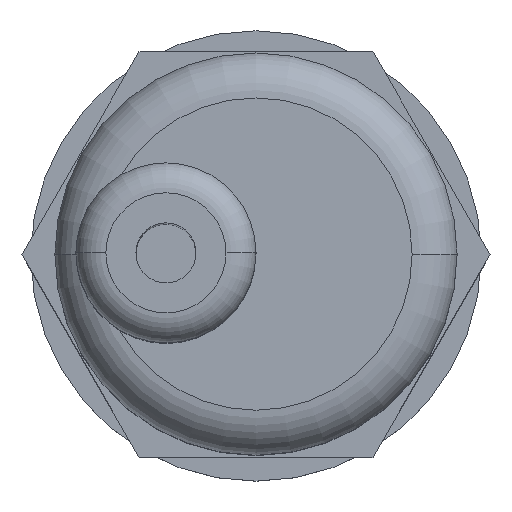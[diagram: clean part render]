
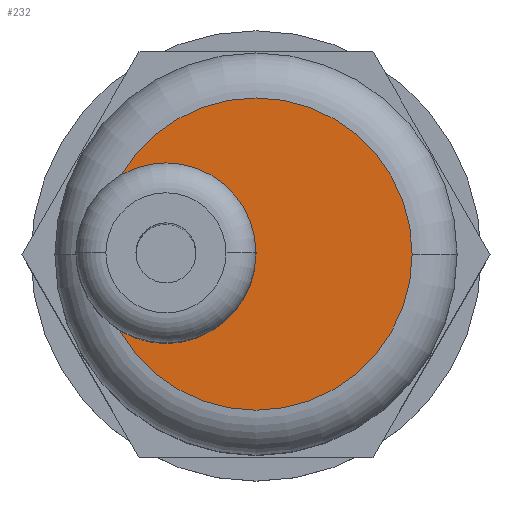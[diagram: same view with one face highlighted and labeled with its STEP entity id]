
A CAD part, top view. The second image highlights one B-rep face of the part: STEP entity #232.
In plain terms, the highlighted planar face has unit normal (0, 0, 1).
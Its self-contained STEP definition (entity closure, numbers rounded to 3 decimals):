
#92 = VERTEX_POINT ( 'NONE', #754 ) ;
#94 = EDGE_CURVE ( 'NONE', #95, #92, #753, .T. ) ;
#95 = VERTEX_POINT ( 'NONE', #811 ) ;
#110 = VERTEX_POINT ( 'NONE', #784 ) ;
#112 = EDGE_CURVE ( 'NONE', #110, #113, #783, .T. ) ;
#113 = VERTEX_POINT ( 'NONE', #841 ) ;
#176 = EDGE_LOOP ( 'NONE', ( #233, #234 ) ) ;
#232 = ADVANCED_FACE ( 'NONE', ( #1048, #1047 ), #1046, .T. ) ;
#233 = ORIENTED_EDGE ( 'NONE', *, *, #94, .T. ) ;
#234 = ORIENTED_EDGE ( 'NONE', *, *, #235, .T. ) ;
#235 = EDGE_CURVE ( 'NONE', #92, #95, #1041, .T. ) ;
#236 = EDGE_LOOP ( 'NONE', ( #237, #239 ) ) ;
#237 = ORIENTED_EDGE ( 'NONE', *, *, #238, .F. ) ;
#238 = EDGE_CURVE ( 'NONE', #113, #110, #1036, .T. ) ;
#239 = ORIENTED_EDGE ( 'NONE', *, *, #112, .F. ) ;
#750 = DIRECTION ( 'NONE',  ( 0., 0., 1. ) ) ;
#751 = CARTESIAN_POINT ( 'NONE',  ( 0., 0., 300. ) ) ;
#752 = AXIS2_PLACEMENT_3D ( 'NONE', #751, #750, #812 ) ;
#753 = CIRCLE ( 'NONE', #752, 10.4 ) ;
#754 = CARTESIAN_POINT ( 'NONE',  ( -10.4, 0., 300. ) ) ;
#783 = CIRCLE ( 'NONE', #845, 3. ) ;
#784 = CARTESIAN_POINT ( 'NONE',  ( -3., 0., 300. ) ) ;
#811 = CARTESIAN_POINT ( 'NONE',  ( 10.4, 0., 300. ) ) ;
#812 = DIRECTION ( 'NONE',  ( 1., 0., 0. ) ) ;
#841 = CARTESIAN_POINT ( 'NONE',  ( -9., 0., 300. ) ) ;
#842 = DIRECTION ( 'NONE',  ( 1., 0., 0. ) ) ;
#843 = DIRECTION ( 'NONE',  ( 0., 0., 1. ) ) ;
#844 = CARTESIAN_POINT ( 'NONE',  ( -6., 0., 300. ) ) ;
#845 = AXIS2_PLACEMENT_3D ( 'NONE', #844, #843, #842 ) ;
#1033 = DIRECTION ( 'NONE',  ( 0., 0., 1. ) ) ;
#1034 = CARTESIAN_POINT ( 'NONE',  ( -6., 0., 300. ) ) ;
#1035 = AXIS2_PLACEMENT_3D ( 'NONE', #1034, #1033, #1101 ) ;
#1036 = CIRCLE ( 'NONE', #1035, 3. ) ;
#1037 = DIRECTION ( 'NONE',  ( 1., 0., 0. ) ) ;
#1038 = DIRECTION ( 'NONE',  ( 0., 0., 1. ) ) ;
#1039 = CARTESIAN_POINT ( 'NONE',  ( 0., 0., 300. ) ) ;
#1040 = AXIS2_PLACEMENT_3D ( 'NONE', #1039, #1038, #1037 ) ;
#1041 = CIRCLE ( 'NONE', #1040, 10.4 ) ;
#1042 = DIRECTION ( 'NONE',  ( 1., 0., 0. ) ) ;
#1043 = DIRECTION ( 'NONE',  ( 0., 0., 1. ) ) ;
#1044 = CARTESIAN_POINT ( 'NONE',  ( 0., 0., 300. ) ) ;
#1045 = AXIS2_PLACEMENT_3D ( 'NONE', #1044, #1043, #1042 ) ;
#1046 = PLANE ( 'NONE',  #1045 ) ;
#1047 = FACE_BOUND ( 'NONE', #236, .T. ) ;
#1048 = FACE_OUTER_BOUND ( 'NONE', #176, .T. ) ;
#1101 = DIRECTION ( 'NONE',  ( 1., 0., 0. ) ) ;
